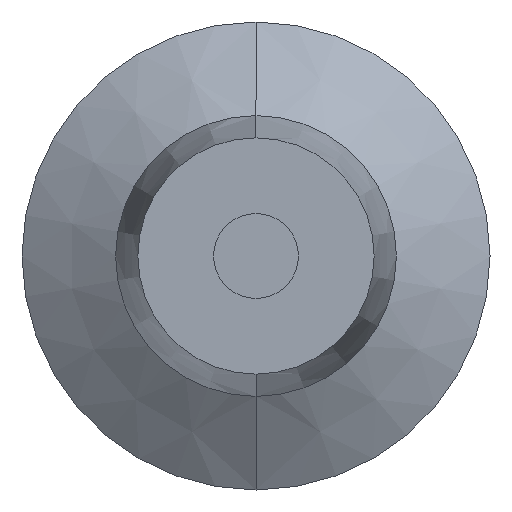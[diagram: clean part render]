
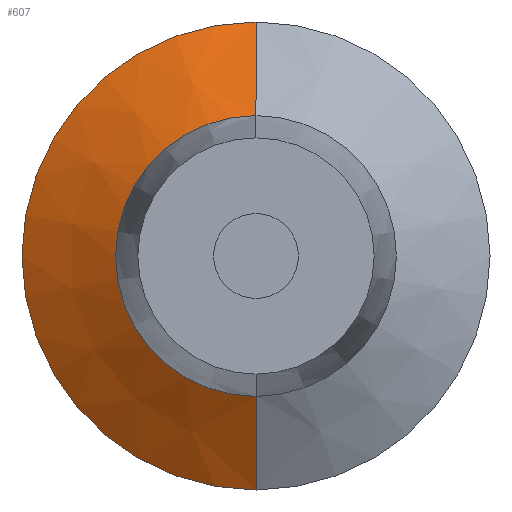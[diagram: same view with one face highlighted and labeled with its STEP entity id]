
A CAD part, front view. The second image highlights one B-rep face of the part: STEP entity #607.
In plain terms, the highlighted conical face has half-angle 58 degrees and reference radius 8 mm.
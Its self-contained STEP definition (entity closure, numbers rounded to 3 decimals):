
#3 = AXIS2_PLACEMENT_3D ( 'NONE', #791, #662, #239 ) ;
#7 = VERTEX_POINT ( 'NONE', #675 ) ;
#23 = DIRECTION ( 'NONE',  ( 0., 0.53, 0.848 ) ) ;
#35 = CARTESIAN_POINT ( 'NONE',  ( 0., -2., 4.799 ) ) ;
#57 = DIRECTION ( 'NONE',  ( 0., 1., 0. ) ) ;
#127 = CIRCLE ( 'NONE', #783, 4.799 ) ;
#135 = CARTESIAN_POINT ( 'NONE',  ( 0., 0., 8. ) ) ;
#159 = AXIS2_PLACEMENT_3D ( 'NONE', #384, #57, #676 ) ;
#217 = EDGE_CURVE ( 'NONE', #721, #7, #778, .T. ) ;
#224 = EDGE_LOOP ( 'NONE', ( #229, #656, #493, #787 ) ) ;
#229 = ORIENTED_EDGE ( 'NONE', *, *, #686, .F. ) ;
#239 = DIRECTION ( 'NONE',  ( 0., 0., -1. ) ) ;
#251 = DIRECTION ( 'NONE',  ( 0., 0., -1. ) ) ;
#359 = VECTOR ( 'NONE', #23, 1000. ) ;
#384 = CARTESIAN_POINT ( 'NONE',  ( 0., 0., 0. ) ) ;
#397 = EDGE_CURVE ( 'NONE', #580, #541, #501, .T. ) ;
#411 = CONICAL_SURFACE ( 'NONE', #159, 8., 1.012 ) ;
#442 = FACE_OUTER_BOUND ( 'NONE', #224, .T. ) ;
#469 = CARTESIAN_POINT ( 'NONE',  ( 0., 0., -8. ) ) ;
#485 = CARTESIAN_POINT ( 'NONE',  ( 0., -2., -4.799 ) ) ;
#488 = CARTESIAN_POINT ( 'NONE',  ( 0., -2., 0. ) ) ;
#493 = ORIENTED_EDGE ( 'NONE', *, *, #704, .T. ) ;
#501 = LINE ( 'NONE', #135, #359 ) ;
#541 = VERTEX_POINT ( 'NONE', #617 ) ;
#580 = VERTEX_POINT ( 'NONE', #35 ) ;
#583 = CIRCLE ( 'NONE', #3, 8. ) ;
#607 = ADVANCED_FACE ( 'NONE', ( #442 ), #411, .T. ) ;
#617 = CARTESIAN_POINT ( 'NONE',  ( 0., 0., 8. ) ) ;
#625 = VECTOR ( 'NONE', #725, 1000. ) ;
#656 = ORIENTED_EDGE ( 'NONE', *, *, #397, .T. ) ;
#662 = DIRECTION ( 'NONE',  ( 0., -1., 0. ) ) ;
#675 = CARTESIAN_POINT ( 'NONE',  ( 0., 0., -8. ) ) ;
#676 = DIRECTION ( 'NONE',  ( 0., 0., -1. ) ) ;
#686 = EDGE_CURVE ( 'NONE', #580, #721, #127, .T. ) ;
#704 = EDGE_CURVE ( 'NONE', #541, #7, #583, .T. ) ;
#721 = VERTEX_POINT ( 'NONE', #485 ) ;
#725 = DIRECTION ( 'NONE',  ( 0., 0.53, -0.848 ) ) ;
#726 = DIRECTION ( 'NONE',  ( 0., -1., 0. ) ) ;
#778 = LINE ( 'NONE', #469, #625 ) ;
#783 = AXIS2_PLACEMENT_3D ( 'NONE', #488, #726, #251 ) ;
#787 = ORIENTED_EDGE ( 'NONE', *, *, #217, .F. ) ;
#791 = CARTESIAN_POINT ( 'NONE',  ( 0., 0., 0. ) ) ;
